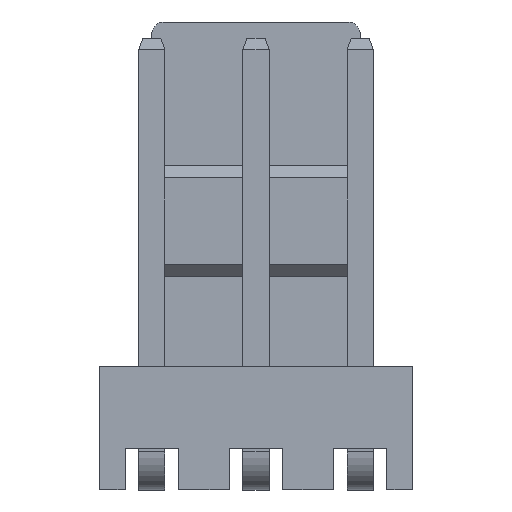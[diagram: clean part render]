
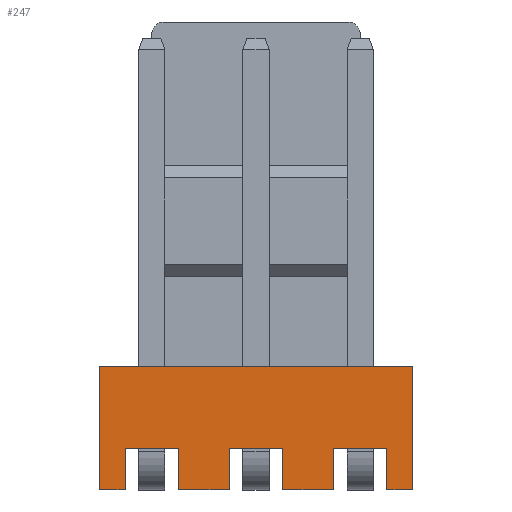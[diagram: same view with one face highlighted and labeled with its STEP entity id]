
A CAD part, top view. The second image highlights one B-rep face of the part: STEP entity #247.
In plain terms, the highlighted planar face has unit normal (0, 0, 1).
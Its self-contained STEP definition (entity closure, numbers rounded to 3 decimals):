
#247=ADVANCED_FACE('',(#1063),#1065,.T.);
#1063=FACE_BOUND('',#1064,.T.);
#1064=EDGE_LOOP('',(#1712,#1713,#1714,#1715,#1716,#1717,#1718,#1719,#1720,#1721,
#1722,#1723,#1724,#1725,#1726,#1727));
#1065=PLANE('',#1066);
#1066=AXIS2_PLACEMENT_3D('',#1067,#1068,#1069);
#1067=CARTESIAN_POINT('',(-1.27,-0.32,5.9));
#1068=DIRECTION('',(0.,0.,1.));
#1069=DIRECTION('',(1.,0.,0.));
#1712=ORIENTED_EDGE('',*,*,#2096,.T.);
#1713=ORIENTED_EDGE('',*,*,#2138,.T.);
#1714=ORIENTED_EDGE('',*,*,#2137,.T.);
#1715=ORIENTED_EDGE('',*,*,#2134,.T.);
#1716=ORIENTED_EDGE('',*,*,#2128,.T.);
#1717=ORIENTED_EDGE('',*,*,#2126,.T.);
#1718=ORIENTED_EDGE('',*,*,#2125,.T.);
#1719=ORIENTED_EDGE('',*,*,#2123,.T.);
#1720=ORIENTED_EDGE('',*,*,#2067,.F.);
#1721=ORIENTED_EDGE('',*,*,#2118,.F.);
#1722=ORIENTED_EDGE('',*,*,#2116,.T.);
#1723=ORIENTED_EDGE('',*,*,#2115,.T.);
#1724=ORIENTED_EDGE('',*,*,#2108,.T.);
#1725=ORIENTED_EDGE('',*,*,#2106,.T.);
#1726=ORIENTED_EDGE('',*,*,#2104,.T.);
#1727=ORIENTED_EDGE('',*,*,#2102,.T.);
#2067=EDGE_CURVE('',#2324,#2326,#2327,.T.);
#2096=EDGE_CURVE('',#2379,#2377,#2380,.F.);
#2102=EDGE_CURVE('',#2390,#2379,#2391,.F.);
#2104=EDGE_CURVE('',#2393,#2390,#2394,.T.);
#2106=EDGE_CURVE('',#2396,#2393,#2397,.F.);
#2108=EDGE_CURVE('',#2399,#2396,#2400,.F.);
#2115=EDGE_CURVE('',#2410,#2399,#2412,.F.);
#2116=EDGE_CURVE('',#2413,#2410,#2414,.T.);
#2118=EDGE_CURVE('',#2413,#2324,#2416,.T.);
#2123=EDGE_CURVE('',#2422,#2326,#2424,.T.);
#2125=EDGE_CURVE('',#2425,#2422,#2427,.T.);
#2126=EDGE_CURVE('',#2428,#2425,#2429,.F.);
#2128=EDGE_CURVE('',#2431,#2428,#2432,.F.);
#2134=EDGE_CURVE('',#2442,#2431,#2443,.F.);
#2137=EDGE_CURVE('',#2445,#2442,#2447,.T.);
#2138=EDGE_CURVE('',#2377,#2445,#2448,.F.);
#2324=VERTEX_POINT('',#2756);
#2326=VERTEX_POINT('',#2760);
#2327=LINE('',#2761,#2762);
#2377=VERTEX_POINT('',#2867);
#2379=VERTEX_POINT('',#2871);
#2380=LINE('',#2872,#2873);
#2390=VERTEX_POINT('',#2894);
#2391=LINE('',#2895,#2896);
#2393=VERTEX_POINT('',#2901);
#2394=LINE('',#2902,#2903);
#2396=VERTEX_POINT('',#2908);
#2397=LINE('',#2909,#2910);
#2399=VERTEX_POINT('',#2915);
#2400=LINE('',#2916,#2917);
#2410=VERTEX_POINT('',#2938);
#2412=LINE('',#2942,#2943);
#2413=VERTEX_POINT('',#2945);
#2414=LINE('',#2946,#2947);
#2416=LINE('',#2952,#2953);
#2422=VERTEX_POINT('',#2966);
#2424=LINE('',#2970,#2971);
#2425=VERTEX_POINT('',#2973);
#2427=LINE('',#2977,#2978);
#2428=VERTEX_POINT('',#2980);
#2429=LINE('',#2981,#2982);
#2431=VERTEX_POINT('',#2987);
#2432=LINE('',#2988,#2989);
#2442=VERTEX_POINT('',#3010);
#2443=LINE('',#3011,#3012);
#2445=VERTEX_POINT('',#3017);
#2447=LINE('',#3021,#3022);
#2448=LINE('',#3024,#3025);
#2756=CARTESIAN_POINT('',(-1.27,2.68,5.9));
#2760=CARTESIAN_POINT('',(6.35,2.68,5.9));
#2761=CARTESIAN_POINT('',(-1.27,2.68,5.9));
#2762=VECTOR('',#2763,1.);
#2763=DIRECTION('',(1.,0.,0.));
#2867=CARTESIAN_POINT('',(3.19,0.68,5.9));
#2871=CARTESIAN_POINT('',(1.89,0.68,5.9));
#2872=CARTESIAN_POINT('',(3.19,0.68,5.9));
#2873=VECTOR('',#2874,1.);
#2874=DIRECTION('',(-1.,0.,0.));
#2894=CARTESIAN_POINT('',(1.89,-0.32,5.9));
#2895=CARTESIAN_POINT('',(1.89,0.68,5.9));
#2896=VECTOR('',#2897,1.);
#2897=DIRECTION('',(0.,-1.,0.));
#2901=CARTESIAN_POINT('',(0.65,-0.32,5.9));
#2902=CARTESIAN_POINT('',(0.65,-0.32,5.9));
#2903=VECTOR('',#2904,1.);
#2904=DIRECTION('',(1.,0.,0.));
#2908=CARTESIAN_POINT('',(0.65,0.68,5.9));
#2909=CARTESIAN_POINT('',(0.65,-0.32,5.9));
#2910=VECTOR('',#2911,1.);
#2911=DIRECTION('',(0.,1.,0.));
#2915=CARTESIAN_POINT('',(-0.65,0.68,5.9));
#2916=CARTESIAN_POINT('',(0.65,0.68,5.9));
#2917=VECTOR('',#2918,1.);
#2918=DIRECTION('',(-1.,0.,0.));
#2938=CARTESIAN_POINT('',(-0.65,-0.32,5.9));
#2942=CARTESIAN_POINT('',(-0.65,0.68,5.9));
#2943=VECTOR('',#2944,1.);
#2944=DIRECTION('',(0.,-1.,0.));
#2945=CARTESIAN_POINT('',(-1.27,-0.32,5.9));
#2946=CARTESIAN_POINT('',(-1.27,-0.32,5.9));
#2947=VECTOR('',#2948,1.);
#2948=DIRECTION('',(1.,0.,0.));
#2952=CARTESIAN_POINT('',(-1.27,-0.32,5.9));
#2953=VECTOR('',#2954,1.);
#2954=DIRECTION('',(0.,1.,0.));
#2966=CARTESIAN_POINT('',(6.35,-0.32,5.9));
#2970=CARTESIAN_POINT('',(6.35,-0.32,5.9));
#2971=VECTOR('',#2972,1.);
#2972=DIRECTION('',(0.,1.,0.));
#2973=CARTESIAN_POINT('',(5.73,-0.32,5.9));
#2977=CARTESIAN_POINT('',(5.73,-0.32,5.9));
#2978=VECTOR('',#2979,1.);
#2979=DIRECTION('',(1.,0.,0.));
#2980=CARTESIAN_POINT('',(5.73,0.68,5.9));
#2981=CARTESIAN_POINT('',(5.73,-0.32,5.9));
#2982=VECTOR('',#2983,1.);
#2983=DIRECTION('',(0.,1.,0.));
#2987=CARTESIAN_POINT('',(4.43,0.68,5.9));
#2988=CARTESIAN_POINT('',(5.73,0.68,5.9));
#2989=VECTOR('',#2990,1.);
#2990=DIRECTION('',(-1.,0.,0.));
#3010=CARTESIAN_POINT('',(4.43,-0.32,5.9));
#3011=CARTESIAN_POINT('',(4.43,0.68,5.9));
#3012=VECTOR('',#3013,1.);
#3013=DIRECTION('',(0.,-1.,0.));
#3017=CARTESIAN_POINT('',(3.19,-0.32,5.9));
#3021=CARTESIAN_POINT('',(3.19,-0.32,5.9));
#3022=VECTOR('',#3023,1.);
#3023=DIRECTION('',(1.,0.,0.));
#3024=CARTESIAN_POINT('',(3.19,-0.32,5.9));
#3025=VECTOR('',#3026,1.);
#3026=DIRECTION('',(0.,1.,0.));
